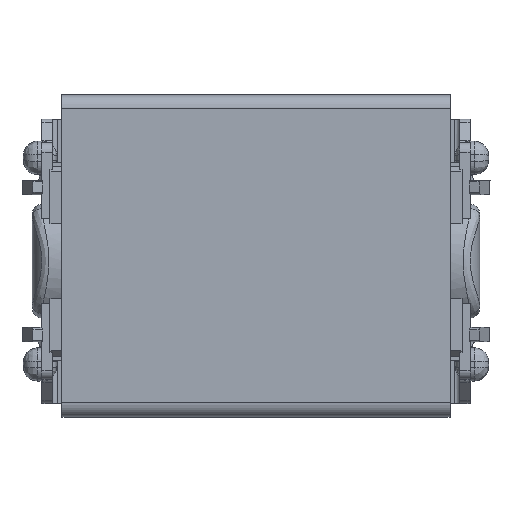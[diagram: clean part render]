
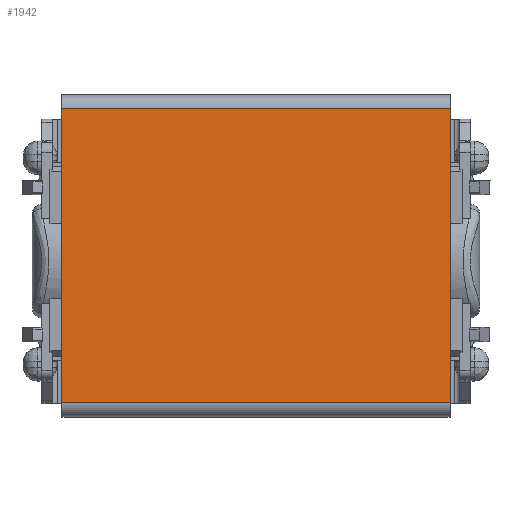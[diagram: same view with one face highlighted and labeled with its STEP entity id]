
A CAD part, top view. The second image highlights one B-rep face of the part: STEP entity #1942.
In plain terms, the highlighted planar face has unit normal (0, 0, 1).
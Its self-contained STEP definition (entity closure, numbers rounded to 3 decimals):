
#668 = VERTEX_POINT('',#669);
#669 = CARTESIAN_POINT('',(2.05,-1.55,2.81
    ));
#676 = EDGE_CURVE('',#677,#668,#679,.T.);
#677 = VERTEX_POINT('',#678);
#678 = CARTESIAN_POINT('',(2.05,1.55,2.81)
  );
#679 = LINE('',#680,#681);
#680 = CARTESIAN_POINT('',(2.05,1.55,2.81)
  );
#681 = VECTOR('',#682,1.);
#682 = DIRECTION('',(0.,-1.,0.));
#1719 = VERTEX_POINT('',#1720);
#1720 = CARTESIAN_POINT('',(-2.05,1.55,
    2.81));
#1727 = EDGE_CURVE('',#1719,#1728,#1730,.T.);
#1728 = VERTEX_POINT('',#1729);
#1729 = CARTESIAN_POINT('',(-2.05,-1.55,
    2.81));
#1730 = LINE('',#1731,#1732);
#1731 = CARTESIAN_POINT('',(-2.05,1.55,
    2.81));
#1732 = VECTOR('',#1733,1.);
#1733 = DIRECTION('',(0.,-1.,0.));
#1929 = EDGE_CURVE('',#677,#1719,#1930,.T.);
#1930 = LINE('',#1931,#1932);
#1931 = CARTESIAN_POINT('',(2.05,1.55,2.81
    ));
#1932 = VECTOR('',#1933,1.);
#1933 = DIRECTION('',(-1.,0.,0.));
#1942 = ADVANCED_FACE('',(#1943),#1954,.T.);
#1943 = FACE_BOUND('',#1944,.F.);
#1944 = EDGE_LOOP('',(#1945,#1951,#1952,#1953));
#1945 = ORIENTED_EDGE('',*,*,#1946,.T.);
#1946 = EDGE_CURVE('',#668,#1728,#1947,.T.);
#1947 = LINE('',#1948,#1949);
#1948 = CARTESIAN_POINT('',(2.05,-1.55,
    2.81));
#1949 = VECTOR('',#1950,1.);
#1950 = DIRECTION('',(-1.,0.,0.));
#1951 = ORIENTED_EDGE('',*,*,#1727,.F.);
#1952 = ORIENTED_EDGE('',*,*,#1929,.F.);
#1953 = ORIENTED_EDGE('',*,*,#676,.T.);
#1954 = PLANE('',#1955);
#1955 = AXIS2_PLACEMENT_3D('',#1956,#1957,#1958);
#1956 = CARTESIAN_POINT('',(-2.05,1.7,
    2.81));
#1957 = DIRECTION('',(0.,0.,1.));
#1958 = DIRECTION('',(0.,-1.,0.));
